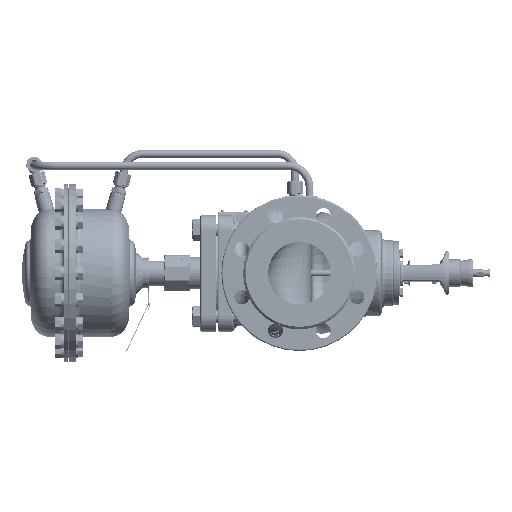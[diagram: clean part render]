
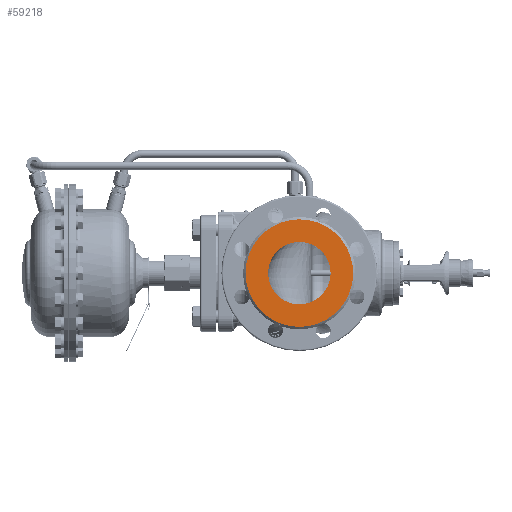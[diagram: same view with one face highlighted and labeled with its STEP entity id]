
A CAD part, left-side view. The second image highlights one B-rep face of the part: STEP entity #59218.
In plain terms, the highlighted planar face has unit normal (-1, 0, 0).
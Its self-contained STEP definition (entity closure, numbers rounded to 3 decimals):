
#5819=CARTESIAN_POINT('',(-155.,-40.,0.));
#5820=CARTESIAN_POINT('',(-155.,-40.,1.309));
#5821=CARTESIAN_POINT('',(-155.,-39.865,
4.044));
#5822=CARTESIAN_POINT('',(-155.,-39.19,
8.443));
#5823=CARTESIAN_POINT('',(-155.,-37.935,12.999));
#5824=CARTESIAN_POINT('',(-155.,-35.438,
19.061));
#5825=CARTESIAN_POINT('',(-155.,-30.818,26.144));
#5826=CARTESIAN_POINT('',(-155.,-23.762,
32.587));
#5827=CARTESIAN_POINT('',(-155.,-16.664,
36.602));
#5828=CARTESIAN_POINT('',(-155.,-11.618,
38.354));
#5829=CARTESIAN_POINT('',(-155.,-8.109,
39.198));
#5830=CARTESIAN_POINT('',(-155.,-5.609,
39.631));
#5831=CARTESIAN_POINT('',(-155.,-3.472,
39.867));
#5832=CARTESIAN_POINT('',(-155.,-1.583,
39.978));
#5833=CARTESIAN_POINT('',(-155.,-0.02,
40.011));
#5834=CARTESIAN_POINT('',(-155.,1.748,39.977));
#5835=CARTESIAN_POINT('',(-155.,3.089,39.886));
#5836=CARTESIAN_POINT('',(-155.,3.764,39.822));
#5838=CARTESIAN_POINT('',(-155.,-40.,0.));
#5948=CARTESIAN_POINT('',(-155.,3.764,39.822));
#5949=CARTESIAN_POINT('',(-155.,5.003,39.705));
#5950=CARTESIAN_POINT('',(-155.,7.5,39.358));
#5951=CARTESIAN_POINT('',(-155.,11.58,38.369));
#5952=CARTESIAN_POINT('',(-155.,15.641,36.896));
#5953=CARTESIAN_POINT('',(-155.,18.089,35.701));
#5954=CARTESIAN_POINT('',(-155.,19.27,35.052));
#5956=CARTESIAN_POINT('',(-155.,3.764,39.822));
#6033=CARTESIAN_POINT('',(-155.,19.27,35.052));
#6034=CARTESIAN_POINT('',(-155.,22.422,33.32));
#6035=CARTESIAN_POINT('',(-155.,28.247,29.));
#6036=CARTESIAN_POINT('',(-155.,34.887,20.519));
#6037=CARTESIAN_POINT('',(-155.,39.045,10.653));
#6038=CARTESIAN_POINT('',(-155.,40.,3.56));
#6039=CARTESIAN_POINT('',(-155.,40.,0.));
#6041=CARTESIAN_POINT('',(-155.,19.27,35.052));
#14943=CARTESIAN_POINT('',(-155.,3.764,-39.822));
#14944=CARTESIAN_POINT('',(-155.,3.089,
-39.886));
#14945=CARTESIAN_POINT('',(-155.,1.748,
-39.977));
#14946=CARTESIAN_POINT('',(-155.,-0.02,
-40.011));
#14947=CARTESIAN_POINT('',(-155.,-1.583,
-39.978));
#14948=CARTESIAN_POINT('',(-155.,-3.472,
-39.867));
#14949=CARTESIAN_POINT('',(-155.,-5.609,
-39.631));
#14950=CARTESIAN_POINT('',(-155.,-8.109,
-39.198));
#14951=CARTESIAN_POINT('',(-155.,-11.618,
-38.354));
#14952=CARTESIAN_POINT('',(-155.,-16.664,
-36.602));
#14953=CARTESIAN_POINT('',(-155.,-23.762,
-32.587));
#14954=CARTESIAN_POINT('',(-155.,-30.818,-26.144));
#14955=CARTESIAN_POINT('',(-155.,-35.438,
-19.061));
#14956=CARTESIAN_POINT('',(-155.,-37.935,-12.999));
#14957=CARTESIAN_POINT('',(-155.,-39.19,
-8.443));
#14958=CARTESIAN_POINT('',(-155.,-39.865,
-4.044));
#14959=CARTESIAN_POINT('',(-155.,-40.,-1.309));
#14960=CARTESIAN_POINT('',(-155.,-40.,0.));
#14962=CARTESIAN_POINT('',(-155.,3.764,-39.822));
#14967=CARTESIAN_POINT('',(-155.,19.27,-35.052));
#14968=CARTESIAN_POINT('',(-155.,18.089,-35.701));
#14969=CARTESIAN_POINT('',(-155.,15.641,
-36.896));
#14970=CARTESIAN_POINT('',(-155.,11.58,
-38.369));
#14971=CARTESIAN_POINT('',(-155.,7.5,
-39.358));
#14972=CARTESIAN_POINT('',(-155.,5.003,
-39.705));
#14973=CARTESIAN_POINT('',(-155.,3.764,-39.822));
#15016=CARTESIAN_POINT('',(-155.,0.,0.));
#15017=DIRECTION('',(-1.,0.,0.));
#15018=DIRECTION('',(0.,1.,0.));
#15019=AXIS2_PLACEMENT_3D('',#15016,#15017,#15018);
#15331=CARTESIAN_POINT('',(-155.,0.,0.));
#15332=DIRECTION('',(1.,0.,0.));
#15333=DIRECTION('',(0.,1.,0.));
#15334=AXIS2_PLACEMENT_3D('',#15331,#15332,#15333);
#15457=CARTESIAN_POINT('',(-155.,19.27,-35.052));
#15462=CARTESIAN_POINT('',(-155.,40.,0.));
#15463=CARTESIAN_POINT('',(-155.,40.,-3.56));
#15464=CARTESIAN_POINT('',(-155.,39.045,
-10.653));
#15465=CARTESIAN_POINT('',(-155.,34.887,
-20.519));
#15466=CARTESIAN_POINT('',(-155.,28.247,
-29.));
#15467=CARTESIAN_POINT('',(-155.,22.422,
-33.32));
#15468=CARTESIAN_POINT('',(-155.,19.27,-35.052));
#29495=VERTEX_POINT('',#14962);
#29496=VERTEX_POINT('',#15457);
#29497=VERTEX_POINT('',#6041);
#29498=VERTEX_POINT('',#5956);
#29499=VERTEX_POINT('',#5838);
#29540=CARTESIAN_POINT('',(-155.,69.,0.));
#29542=VERTEX_POINT('',#29540);
#29544=CARTESIAN_POINT('',(-155.,-69.,0.));
#29546=VERTEX_POINT('',#29544);
#29548=VERTEX_POINT('',#15462);
#59198=CARTESIAN_POINT('',(-155.,0.,0.));
#59199=DIRECTION('',(-1.,0.,0.));
#59200=DIRECTION('',(0.,-1.,0.));
#59201=AXIS2_PLACEMENT_3D('',#59198,#59199,#59200);
#59202=PLANE('',#59201);
#59204=ORIENTED_EDGE('',*,*,#59203,.F.);
#59206=ORIENTED_EDGE('',*,*,#59205,.T.);
#59207=EDGE_LOOP('',(#59204,#59206));
#59208=FACE_OUTER_BOUND('',#59207,.F.);
#59210=ORIENTED_EDGE('',*,*,#59209,.T.);
#59211=ORIENTED_EDGE('',*,*,#59186,.T.);
#59212=ORIENTED_EDGE('',*,*,#58864,.T.);
#59213=ORIENTED_EDGE('',*,*,#39084,.T.);
#59214=ORIENTED_EDGE('',*,*,#39426,.T.);
#59215=ORIENTED_EDGE('',*,*,#39757,.T.);
#59216=EDGE_LOOP('',(#59210,#59211,#59212,#59213,#59214,#59215));
#59217=FACE_BOUND('',#59216,.F.);
#59218=ADVANCED_FACE('',(#59208,#59217),#59202,.T.);
#5837=B_SPLINE_CURVE_WITH_KNOTS('',3,(#5819,#5820,#5821,#5822,#5823,#5824,#5825,
#5826,#5827,#5828,#5829,#5830,#5831,#5832,#5833,#5834,#5835,#5836),
.UNSPECIFIED.,.F.,.F.,(4,1,1,1,1,1,1,1,1,1,1,1,1,1,1,4),(0.,0.059,
0.117,0.176,0.235,0.352,
0.47,0.587,0.705,0.764,
0.822,0.881,0.911,0.94,
0.97,1.),.UNSPECIFIED.);
#5955=B_SPLINE_CURVE_WITH_KNOTS('',3,(#5948,#5949,#5950,#5951,#5952,#5953,
#5954),.UNSPECIFIED.,.F.,.F.,(4,1,1,1,4),(0.,0.25,
0.5,0.75,1.),.UNSPECIFIED.);
#6040=B_SPLINE_CURVE_WITH_KNOTS('',3,(#6033,#6034,#6035,#6036,#6037,#6038,
#6039),.UNSPECIFIED.,.F.,.F.,(4,1,1,1,4),(0.,0.25,
0.5,0.75,1.),.UNSPECIFIED.);
#14961=B_SPLINE_CURVE_WITH_KNOTS('',3,(#14943,#14944,#14945,#14946,#14947,
#14948,#14949,#14950,#14951,#14952,#14953,#14954,#14955,#14956,#14957,#14958,
#14959,#14960),.UNSPECIFIED.,.F.,.F.,(4,1,1,1,1,1,1,1,1,1,1,1,1,1,1,4),(0.,
0.03,0.06,0.089,0.119,
0.178,0.236,0.295,0.413,
0.53,0.648,0.765,0.824,
0.883,0.941,1.),.UNSPECIFIED.);
#14974=B_SPLINE_CURVE_WITH_KNOTS('',3,(#14967,#14968,#14969,#14970,#14971,
#14972,#14973),.UNSPECIFIED.,.F.,.F.,(4,1,1,1,4),(0.,0.25,
0.5,0.75,1.),.UNSPECIFIED.);
#15020=CIRCLE('',#15019,69.);
#15335=CIRCLE('',#15334,69.);
#15469=B_SPLINE_CURVE_WITH_KNOTS('',3,(#15462,#15463,#15464,#15465,#15466,
#15467,#15468),.UNSPECIFIED.,.F.,.F.,(4,1,1,1,4),(0.,0.25,
0.5,0.75,1.),.UNSPECIFIED.);
#39084=EDGE_CURVE('',#29499,#29498,#5837,.T.);
#39426=EDGE_CURVE('',#29498,#29497,#5955,.T.);
#39757=EDGE_CURVE('',#29497,#29548,#6040,.T.);
#58864=EDGE_CURVE('',#29495,#29499,#14961,.T.);
#59186=EDGE_CURVE('',#29496,#29495,#14974,.T.);
#59203=EDGE_CURVE('',#29542,#29546,#15020,.T.);
#59205=EDGE_CURVE('',#29542,#29546,#15335,.T.);
#59209=EDGE_CURVE('',#29548,#29496,#15469,.T.);
